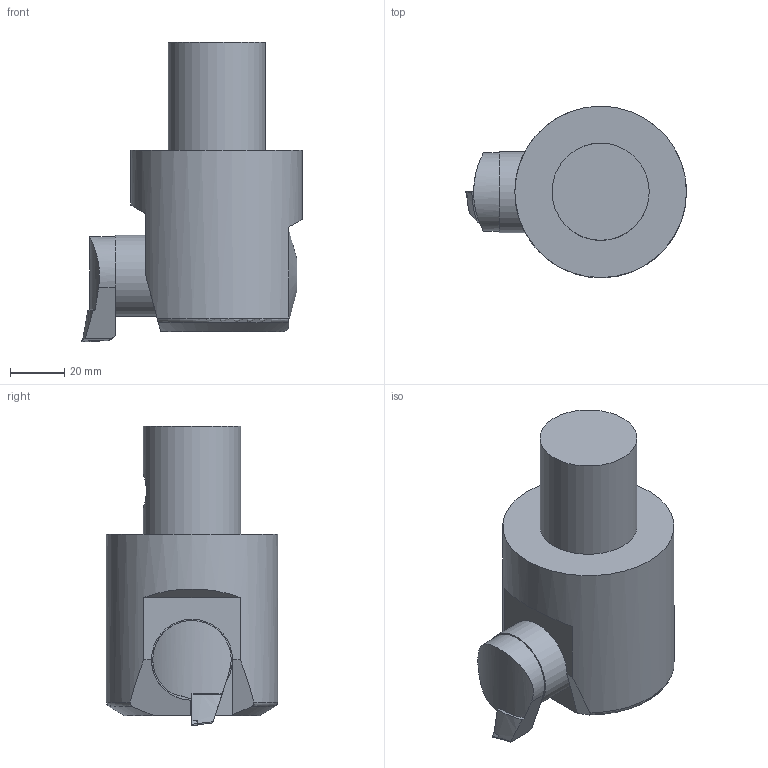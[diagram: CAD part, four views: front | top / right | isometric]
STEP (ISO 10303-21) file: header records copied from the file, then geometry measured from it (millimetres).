
FILE_DESCRIPTION((''),'1');
FILE_NAME('EWN68-150CKB6_ENH6-1_new.stp','2023-03-06T06:19:50',(''),(''),'Spatial Interop R21 SP3','Kubotek KeyCreator 2011 V10.0.2 (22737)',' ');
FILE_SCHEMA(('automotive_design'));
Length unit declared in the file: millimetre
Products named in the file (4): 240[2]; 241[3]
Bounding box: 81.75 x 63.5 x 111 mm (x, y, z)
Volume: 243804.1 mm3; surface area: 34215.8 mm2
Topology: 4 solids, 4 shells, 62 faces, 150 edges, 99 vertices
Faces by surface type: plane 37, cylinder 17, cone 5, torus 2, bspline 1
Full cylindrical faces by diameter (mm): 3.2 x2, 12.3 x1, 30 x2, 36 x1, 63.5 x1
Entity records: 3554 total; most frequent: CARTESIAN_POINT 601, DIRECTION 294, ORIENTED_EDGE 280, PRESENTATION_STYLE_ASSIGNMENT 272, COLOUR_RGB 272, STYLED_ITEM 206, CURVE_STYLE 206, DRAUGHTING_PRE_DEFINED_CURVE_FONT 206
